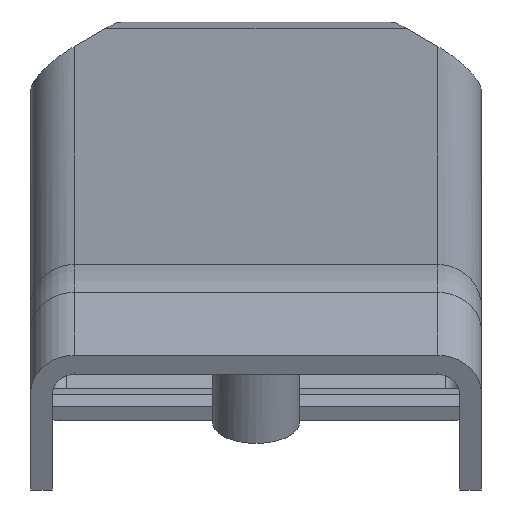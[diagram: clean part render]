
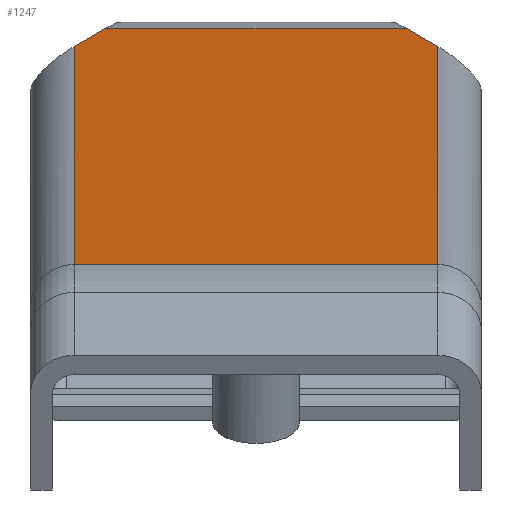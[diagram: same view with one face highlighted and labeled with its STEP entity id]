
A CAD part, left-side view. The second image highlights one B-rep face of the part: STEP entity #1247.
In plain terms, the highlighted planar face has unit normal (-0.208, 0, 0.978).
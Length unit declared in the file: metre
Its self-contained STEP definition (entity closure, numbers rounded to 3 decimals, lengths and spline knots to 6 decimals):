
#188=ORIENTED_EDGE('',*,*,#554,.T.);
#189=ORIENTED_EDGE('',*,*,#555,.T.);
#190=ORIENTED_EDGE('',*,*,#556,.T.);
#191=ORIENTED_EDGE('',*,*,#557,.T.);
#192=ORIENTED_EDGE('',*,*,#558,.T.);
#193=ORIENTED_EDGE('',*,*,#559,.F.);
#554=EDGE_CURVE('',#734,#735,#841,.T.);
#555=EDGE_CURVE('',#735,#736,#842,.T.);
#556=EDGE_CURVE('',#736,#737,#843,.F.);
#557=EDGE_CURVE('',#737,#738,#844,.F.);
#558=EDGE_CURVE('',#738,#739,#845,.T.);
#559=EDGE_CURVE('',#734,#739,#846,.T.);
#734=VERTEX_POINT('',#2020);
#735=VERTEX_POINT('',#2021);
#736=VERTEX_POINT('',#2023);
#737=VERTEX_POINT('',#2025);
#738=VERTEX_POINT('',#2027);
#739=VERTEX_POINT('',#2029);
#841=LINE('',#2019,#966);
#842=LINE('',#2022,#967);
#843=LINE('',#2024,#968);
#844=LINE('',#2026,#969);
#845=LINE('',#2028,#970);
#846=LINE('',#2030,#971);
#966=VECTOR('',#1547,1.);
#967=VECTOR('',#1548,1.);
#968=VECTOR('',#1549,1.);
#969=VECTOR('',#1550,1.);
#970=VECTOR('',#1551,1.);
#971=VECTOR('',#1552,1.);
#1051=EDGE_LOOP('',(#188,#189,#190,#191,#192,#193));
#1131=FACE_BOUND('',#1051,.T.);
#1205=PLANE('',#1344);
#1247=ADVANCED_FACE('',(#1131),#1205,.T.);
#1344=AXIS2_PLACEMENT_3D('',#2018,#1545,#1546);
#1545=DIRECTION('',(-0.208,0.,0.978));
#1546=DIRECTION('',(0.978,0.,0.208));
#1547=DIRECTION('',(0.,1.,0.));
#1548=DIRECTION('',(-0.921,0.337,-0.196));
#1549=DIRECTION('',(0.978,0.,0.208));
#1550=DIRECTION('',(0.,1.,0.));
#1551=DIRECTION('',(0.978,0.,0.208));
#1552=DIRECTION('',(-0.921,-0.337,-0.196));
#2018=CARTESIAN_POINT('',(0.046974,-0.0155,0.023718));
#2019=CARTESIAN_POINT('',(0.084687,0.0155,0.031748));
#2020=CARTESIAN_POINT('',(0.084687,-0.010329,0.031748));
#2021=CARTESIAN_POINT('',(0.084687,0.010329,0.031748));
#2022=CARTESIAN_POINT('',(0.059292,0.019636,0.026341));
#2023=CARTESIAN_POINT('',(0.078763,0.0125,0.030487));
#2024=CARTESIAN_POINT('',(0.008401,0.0125,0.015505));
#2025=CARTESIAN_POINT('',(0.008401,0.0125,0.015505));
#2026=CARTESIAN_POINT('',(0.008401,-0.0155,0.015505));
#2027=CARTESIAN_POINT('',(0.008401,-0.0125,0.015505));
#2028=CARTESIAN_POINT('',(0.046974,-0.0125,0.023718));
#2029=CARTESIAN_POINT('',(0.078763,-0.0125,0.030487));
#2030=CARTESIAN_POINT('',(0.049661,-0.023165,0.02429));
